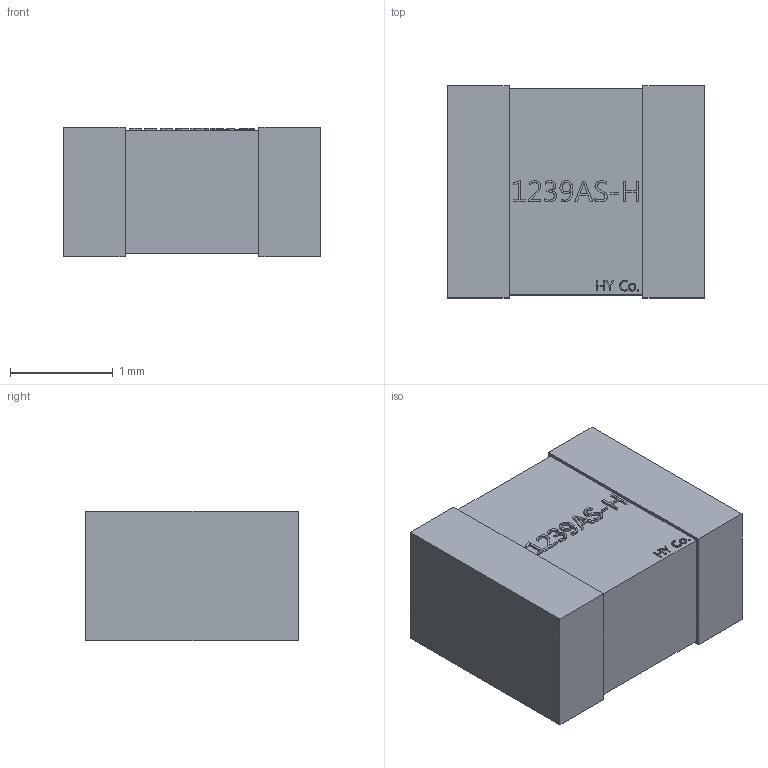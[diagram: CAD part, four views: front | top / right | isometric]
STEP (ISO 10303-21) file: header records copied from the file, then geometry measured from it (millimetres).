
FILE_DESCRIPTION (( 'STEP AP214' ), '1' );
FILE_NAME ('User Library-1239AS-H.STEP', '2019-12-25T01:22:07', ( '' ), ( '' ), 'SwSTEP 2.0', 'SolidWorks 2019', '' );
FILE_SCHEMA (( 'AUTOMOTIVE_DESIGN' ));
Length unit declared in the file: millimetre
Products named in the file (1): User Library-1239AS-H
Bounding box: 2.5 x 2.06 x 1.26 mm (x, y, z)
Volume: 6.2 mm3; surface area: 22 mm2
Topology: 1 solids, 1 shells, 173 faces, 459 edges, 306 vertices
Faces by surface type: plane 107, bspline 66
Entity records: 7551 total; most frequent: CARTESIAN_POINT 1770, ORIENTED_EDGE 918, DIRECTION 539, EDGE_CURVE 459, VECTOR 323, LINE 323, VERTEX_POINT 306, EDGE_LOOP 191
